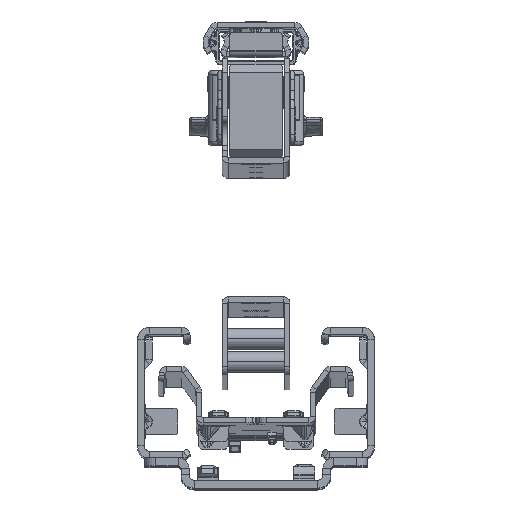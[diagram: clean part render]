
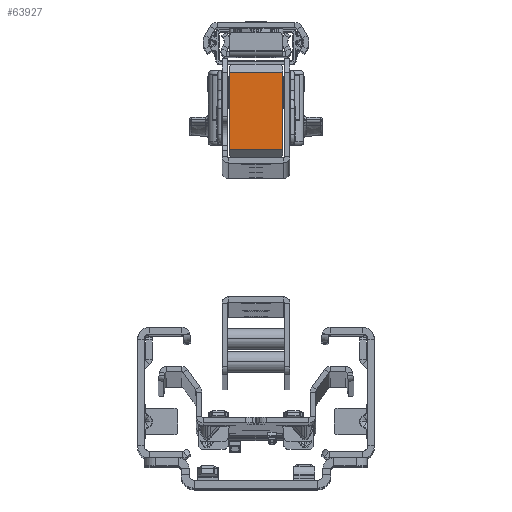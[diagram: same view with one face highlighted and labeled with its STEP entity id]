
A CAD part, top view. The second image highlights one B-rep face of the part: STEP entity #63927.
In plain terms, the highlighted face is planar.
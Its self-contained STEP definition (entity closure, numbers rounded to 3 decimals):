
#5092 = CARTESIAN_POINT ( 'NONE',  ( -8., -17.5, 10. ) ) ;
#6878 = LINE ( 'NONE', #45340, #31341 ) ;
#7515 = CARTESIAN_POINT ( 'NONE',  ( -8., -17.5, 10. ) ) ;
#7746 = VECTOR ( 'NONE', #43558, 1000. ) ;
#8377 = ORIENTED_EDGE ( 'NONE', *, *, #91681, .T. ) ;
#17836 = LINE ( 'NONE', #85929, #88436 ) ;
#22884 = ORIENTED_EDGE ( 'NONE', *, *, #42637, .T. ) ;
#27783 = CARTESIAN_POINT ( 'NONE',  ( -8., 14.5, -10. ) ) ;
#31341 = VECTOR ( 'NONE', #74370, 1000. ) ;
#42123 = CARTESIAN_POINT ( 'NONE',  ( -8., 14.5, 10. ) ) ;
#42637 = EDGE_CURVE ( 'NONE', #110527, #92083, #56342, .T. ) ;
#43558 = DIRECTION ( 'NONE',  ( 0., 1., 0. ) ) ;
#45340 = CARTESIAN_POINT ( 'NONE',  ( -8., -17.5, -10. ) ) ;
#49953 = EDGE_CURVE ( 'NONE', #123390, #110527, #91496, .T. ) ;
#55435 = FACE_OUTER_BOUND ( 'NONE', #81556, .T. ) ;
#55978 = VERTEX_POINT ( 'NONE', #90202 ) ;
#56342 = LINE ( 'NONE', #96070, #87339 ) ;
#63927 = ADVANCED_FACE ( 'NONE', ( #55435 ), #93904, .T. ) ;
#66439 = DIRECTION ( 'NONE',  ( 0., 0., -1. ) ) ;
#74370 = DIRECTION ( 'NONE',  ( 0., 1., 0. ) ) ;
#79646 = ORIENTED_EDGE ( 'NONE', *, *, #49953, .T. ) ;
#81556 = EDGE_LOOP ( 'NONE', ( #108973, #8377, #79646, #22884 ) ) ;
#85929 = CARTESIAN_POINT ( 'NONE',  ( -8., -14.5, 9. ) ) ;
#87339 = VECTOR ( 'NONE', #66439, 1000. ) ;
#88436 = VECTOR ( 'NONE', #122494, 1000. ) ;
#90202 = CARTESIAN_POINT ( 'NONE',  ( -8., -14.5, -10. ) ) ;
#91496 = LINE ( 'NONE', #5092, #7746 ) ;
#91681 = EDGE_CURVE ( 'NONE', #55978, #123390, #17836, .T. ) ;
#92083 = VERTEX_POINT ( 'NONE', #27783 ) ;
#93904 = PLANE ( 'NONE',  #100830 ) ;
#96070 = CARTESIAN_POINT ( 'NONE',  ( -8., 14.5, -9. ) ) ;
#100830 = AXIS2_PLACEMENT_3D ( 'NONE', #7515, #113392, #103955 ) ;
#103955 = DIRECTION ( 'NONE',  ( 0., 0., 1. ) ) ;
#108973 = ORIENTED_EDGE ( 'NONE', *, *, #114426, .F. ) ;
#110527 = VERTEX_POINT ( 'NONE', #42123 ) ;
#113392 = DIRECTION ( 'NONE',  ( -1., 0., 0. ) ) ;
#114426 = EDGE_CURVE ( 'NONE', #55978, #92083, #6878, .T. ) ;
#122178 = CARTESIAN_POINT ( 'NONE',  ( -8., -14.5, 10. ) ) ;
#122494 = DIRECTION ( 'NONE',  ( 0., 0., 1. ) ) ;
#123390 = VERTEX_POINT ( 'NONE', #122178 ) ;
